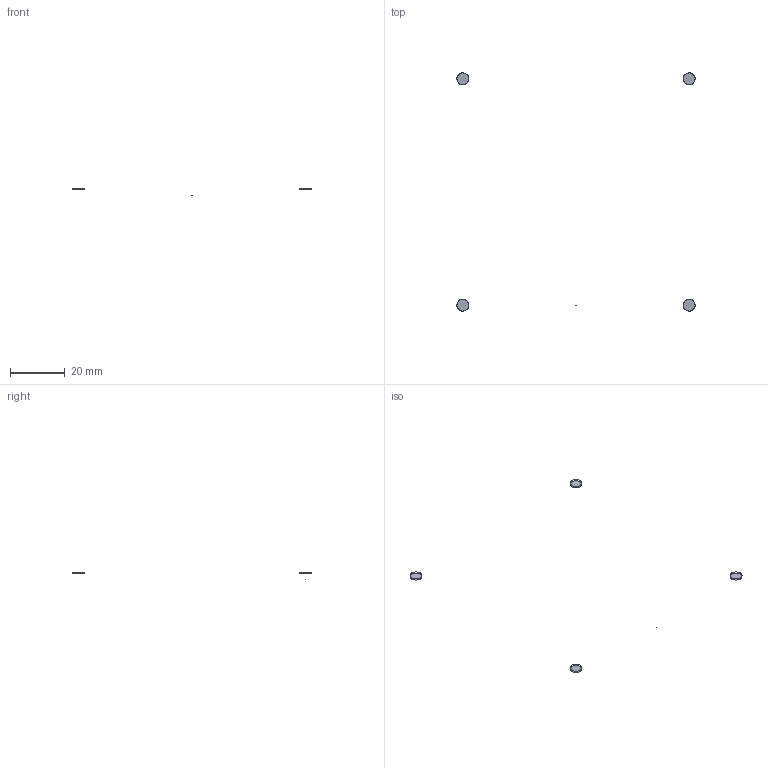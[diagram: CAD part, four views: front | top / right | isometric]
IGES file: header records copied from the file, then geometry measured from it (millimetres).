
Start section: SolidWorks IGES file using analytic representation for surfaces
Global section: file name: AFM-92M.IGS; native system: SolidWorks 2016; preprocessor: SolidWorks 2016; author: jignesh.bhoraniya; date: 180905.113729; units: millimetre
Bounding box: 86.87 x 86.87 x 2.73 mm (x, y, z)
Surface area: 5510.6 mm2 (no closed solid volume)
Topology: 0 solids, 0 shells, 6420 faces, 23656 edges, 24206 vertices
Faces by surface type: revolution 5886, bspline 534
